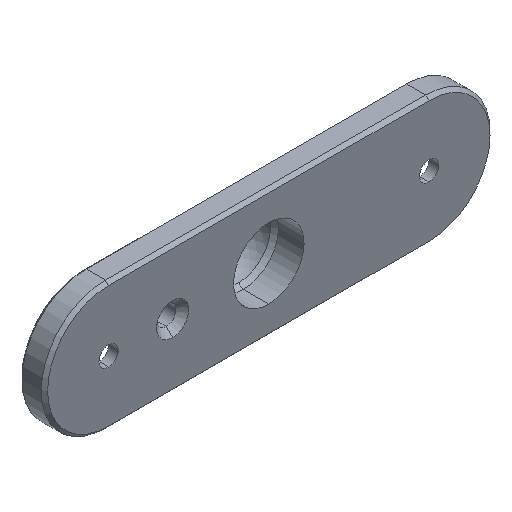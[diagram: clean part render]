
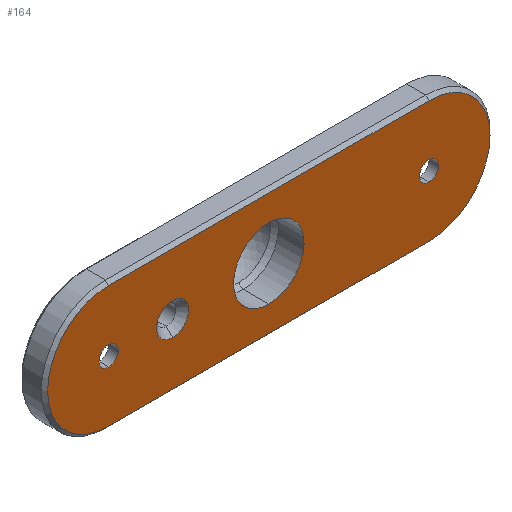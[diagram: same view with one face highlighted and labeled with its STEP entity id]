
A CAD part, isometric view. The second image highlights one B-rep face of the part: STEP entity #164.
In plain terms, the highlighted planar face has unit normal (0, -1, 0).
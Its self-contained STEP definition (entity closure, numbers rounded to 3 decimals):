
#14 = DIRECTION ( 'NONE',  ( 0., 0., 1. ) ) ;
#15 = ORIENTED_EDGE ( 'NONE', *, *, #872, .T. ) ;
#32 = DIRECTION ( 'NONE',  ( 0., 0., 1. ) ) ;
#41 = VECTOR ( 'NONE', #154, 1000. ) ;
#43 = CARTESIAN_POINT ( 'NONE',  ( -25., 0., 9.5 ) ) ;
#48 = AXIS2_PLACEMENT_3D ( 'NONE', #1171, #890, #1174 ) ;
#56 = AXIS2_PLACEMENT_3D ( 'NONE', #295, #289, #1061 ) ;
#63 = EDGE_CURVE ( 'NONE', #1089, #1028, #1010, .T. ) ;
#70 = AXIS2_PLACEMENT_3D ( 'NONE', #1177, #502, #790 ) ;
#71 = VECTOR ( 'NONE', #728, 1000. ) ;
#86 = EDGE_CURVE ( 'NONE', #610, #143, #662, .T. ) ;
#94 = DIRECTION ( 'NONE',  ( 0., 1., 0. ) ) ;
#98 = CARTESIAN_POINT ( 'NONE',  ( 0., 0., 0. ) ) ;
#102 = ORIENTED_EDGE ( 'NONE', *, *, #829, .T. ) ;
#125 = CARTESIAN_POINT ( 'NONE',  ( 25., 0., 0. ) ) ;
#131 = CIRCLE ( 'NONE', #1259, 1.5 ) ;
#134 = AXIS2_PLACEMENT_3D ( 'NONE', #690, #704, #14 ) ;
#135 = ORIENTED_EDGE ( 'NONE', *, *, #718, .T. ) ;
#143 = VERTEX_POINT ( 'NONE', #962 ) ;
#147 = CARTESIAN_POINT ( 'NONE',  ( 25., 0., -9.5 ) ) ;
#154 = DIRECTION ( 'NONE',  ( 1., 0., 0. ) ) ;
#158 = EDGE_CURVE ( 'NONE', #143, #610, #820, .T. ) ;
#162 = CARTESIAN_POINT ( 'NONE',  ( -15., 0., -2.5 ) ) ;
#164 = ADVANCED_FACE ( 'NONE', ( #952, #366, #1045, #859, #696 ), #594, .F. ) ;
#182 = DIRECTION ( 'NONE',  ( 0., 0., 1. ) ) ;
#185 = ORIENTED_EDGE ( 'NONE', *, *, #86, .T. ) ;
#191 = ORIENTED_EDGE ( 'NONE', *, *, #158, .T. ) ;
#206 = ORIENTED_EDGE ( 'NONE', *, *, #1193, .T. ) ;
#232 = LINE ( 'NONE', #736, #41 ) ;
#238 = CARTESIAN_POINT ( 'NONE',  ( 25., 0., 1.5 ) ) ;
#243 = CARTESIAN_POINT ( 'NONE',  ( -25., 0., 1.5 ) ) ;
#265 = EDGE_LOOP ( 'NONE', ( #185, #191 ) ) ;
#278 = CARTESIAN_POINT ( 'NONE',  ( -15., 0., 0. ) ) ;
#289 = DIRECTION ( 'NONE',  ( 0., 1., 0. ) ) ;
#292 = DIRECTION ( 'NONE',  ( 0., 0., 1. ) ) ;
#295 = CARTESIAN_POINT ( 'NONE',  ( -15., 0., 0. ) ) ;
#304 = CARTESIAN_POINT ( 'NONE',  ( -25., 0., 0. ) ) ;
#347 = EDGE_CURVE ( 'NONE', #1136, #1131, #434, .T. ) ;
#366 = FACE_BOUND ( 'NONE', #265, .T. ) ;
#394 = VERTEX_POINT ( 'NONE', #632 ) ;
#395 = CARTESIAN_POINT ( 'NONE',  ( 25., 0., 0. ) ) ;
#401 = DIRECTION ( 'NONE',  ( 0., 1., 0. ) ) ;
#413 = VERTEX_POINT ( 'NONE', #147 ) ;
#422 = ORIENTED_EDGE ( 'NONE', *, *, #455, .T. ) ;
#428 = CIRCLE ( 'NONE', #48, 1.5 ) ;
#432 = DIRECTION ( 'NONE',  ( 0., -1., 0. ) ) ;
#434 = LINE ( 'NONE', #43, #71 ) ;
#439 = VERTEX_POINT ( 'NONE', #238 ) ;
#455 = EDGE_CURVE ( 'NONE', #822, #413, #232, .T. ) ;
#465 = DIRECTION ( 'NONE',  ( 0., 0., 1. ) ) ;
#479 = DIRECTION ( 'NONE',  ( 0., 1., 0. ) ) ;
#485 = EDGE_LOOP ( 'NONE', ( #1074, #741 ) ) ;
#487 = EDGE_LOOP ( 'NONE', ( #206, #135 ) ) ;
#489 = AXIS2_PLACEMENT_3D ( 'NONE', #395, #401, #763 ) ;
#494 = ORIENTED_EDGE ( 'NONE', *, *, #1153, .T. ) ;
#502 = DIRECTION ( 'NONE',  ( 0., -1., 0. ) ) ;
#517 = AXIS2_PLACEMENT_3D ( 'NONE', #278, #479, #1154 ) ;
#534 = CIRCLE ( 'NONE', #134, 1.5 ) ;
#537 = VERTEX_POINT ( 'NONE', #243 ) ;
#539 = ORIENTED_EDGE ( 'NONE', *, *, #347, .T. ) ;
#560 = CARTESIAN_POINT ( 'NONE',  ( -25., 0., 0. ) ) ;
#572 = CIRCLE ( 'NONE', #769, 9.5 ) ;
#576 = VERTEX_POINT ( 'NONE', #1228 ) ;
#594 = PLANE ( 'NONE',  #821 ) ;
#610 = VERTEX_POINT ( 'NONE', #162 ) ;
#632 = CARTESIAN_POINT ( 'NONE',  ( 25., 0., -1.5 ) ) ;
#637 = EDGE_CURVE ( 'NONE', #576, #537, #131, .T. ) ;
#640 = CIRCLE ( 'NONE', #489, 1.5 ) ;
#662 = CIRCLE ( 'NONE', #56, 2.5 ) ;
#677 = EDGE_CURVE ( 'NONE', #1028, #1089, #1220, .T. ) ;
#690 = CARTESIAN_POINT ( 'NONE',  ( -25., 0., 0. ) ) ;
#696 = FACE_BOUND ( 'NONE', #705, .T. ) ;
#704 = DIRECTION ( 'NONE',  ( 0., 1., 0. ) ) ;
#705 = EDGE_LOOP ( 'NONE', ( #721, #15 ) ) ;
#718 = EDGE_CURVE ( 'NONE', #439, #394, #640, .T. ) ;
#721 = ORIENTED_EDGE ( 'NONE', *, *, #637, .T. ) ;
#728 = DIRECTION ( 'NONE',  ( -1., 0., 0. ) ) ;
#736 = CARTESIAN_POINT ( 'NONE',  ( -25., 0., -9.5 ) ) ;
#741 = ORIENTED_EDGE ( 'NONE', *, *, #63, .T. ) ;
#745 = DIRECTION ( 'NONE',  ( 0., 1., 0. ) ) ;
#763 = DIRECTION ( 'NONE',  ( 0., 0., 1. ) ) ;
#769 = AXIS2_PLACEMENT_3D ( 'NONE', #125, #432, #32 ) ;
#771 = DIRECTION ( 'NONE',  ( 0., 1., 0. ) ) ;
#790 = DIRECTION ( 'NONE',  ( 0., 0., 1. ) ) ;
#797 = CARTESIAN_POINT ( 'NONE',  ( -25., 0., 9.5 ) ) ;
#817 = AXIS2_PLACEMENT_3D ( 'NONE', #1134, #745, #292 ) ;
#820 = CIRCLE ( 'NONE', #517, 2.5 ) ;
#821 = AXIS2_PLACEMENT_3D ( 'NONE', #304, #771, #182 ) ;
#822 = VERTEX_POINT ( 'NONE', #1254 ) ;
#829 = EDGE_CURVE ( 'NONE', #1131, #822, #953, .T. ) ;
#859 = FACE_BOUND ( 'NONE', #487, .T. ) ;
#864 = AXIS2_PLACEMENT_3D ( 'NONE', #98, #94, #1163 ) ;
#872 = EDGE_CURVE ( 'NONE', #537, #576, #534, .T. ) ;
#890 = DIRECTION ( 'NONE',  ( 0., 1., 0. ) ) ;
#907 = CARTESIAN_POINT ( 'NONE',  ( 25., 0., 9.5 ) ) ;
#952 = FACE_OUTER_BOUND ( 'NONE', #977, .T. ) ;
#953 = CIRCLE ( 'NONE', #70, 9.5 ) ;
#962 = CARTESIAN_POINT ( 'NONE',  ( -15., 0., 2.5 ) ) ;
#977 = EDGE_LOOP ( 'NONE', ( #102, #422, #494, #539 ) ) ;
#1010 = CIRCLE ( 'NONE', #864, 5.5 ) ;
#1028 = VERTEX_POINT ( 'NONE', #1112 ) ;
#1045 = FACE_BOUND ( 'NONE', #485, .T. ) ;
#1057 = DIRECTION ( 'NONE',  ( 0., 1., 0. ) ) ;
#1061 = DIRECTION ( 'NONE',  ( 0., 0., 1. ) ) ;
#1074 = ORIENTED_EDGE ( 'NONE', *, *, #677, .T. ) ;
#1089 = VERTEX_POINT ( 'NONE', #1104 ) ;
#1104 = CARTESIAN_POINT ( 'NONE',  ( 0., 0., -5.5 ) ) ;
#1112 = CARTESIAN_POINT ( 'NONE',  ( 0., 0., 5.5 ) ) ;
#1131 = VERTEX_POINT ( 'NONE', #797 ) ;
#1134 = CARTESIAN_POINT ( 'NONE',  ( 0., 0., 0. ) ) ;
#1136 = VERTEX_POINT ( 'NONE', #907 ) ;
#1153 = EDGE_CURVE ( 'NONE', #413, #1136, #572, .T. ) ;
#1154 = DIRECTION ( 'NONE',  ( 0., 0., 1. ) ) ;
#1163 = DIRECTION ( 'NONE',  ( 0., 0., 1. ) ) ;
#1171 = CARTESIAN_POINT ( 'NONE',  ( 25., 0., 0. ) ) ;
#1174 = DIRECTION ( 'NONE',  ( 0., 0., 1. ) ) ;
#1177 = CARTESIAN_POINT ( 'NONE',  ( -25., 0., 0. ) ) ;
#1193 = EDGE_CURVE ( 'NONE', #394, #439, #428, .T. ) ;
#1220 = CIRCLE ( 'NONE', #817, 5.5 ) ;
#1228 = CARTESIAN_POINT ( 'NONE',  ( -25., 0., -1.5 ) ) ;
#1254 = CARTESIAN_POINT ( 'NONE',  ( -25., 0., -9.5 ) ) ;
#1259 = AXIS2_PLACEMENT_3D ( 'NONE', #560, #1057, #465 ) ;
